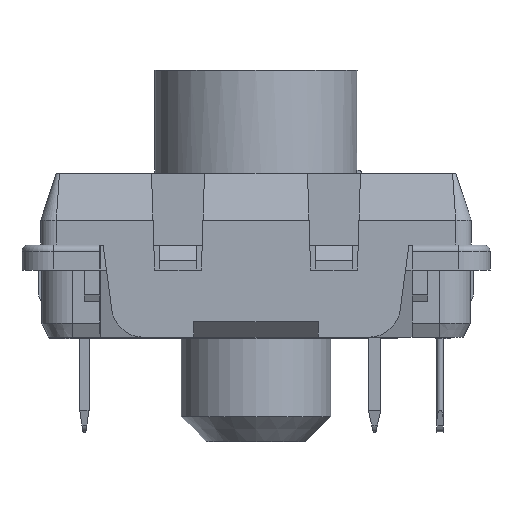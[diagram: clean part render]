
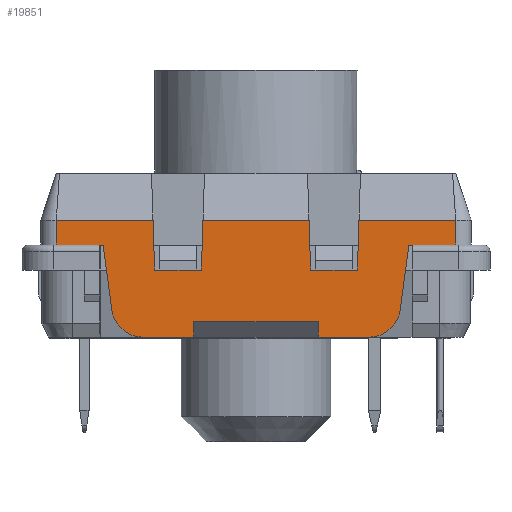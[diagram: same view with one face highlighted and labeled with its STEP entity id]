
A CAD part, left-side view. The second image highlights one B-rep face of the part: STEP entity #19851.
In plain terms, the highlighted planar face has unit normal (-1, 0, 0).
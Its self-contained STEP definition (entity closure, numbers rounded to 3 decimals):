
#17161 = VERTEX_POINT('',#17162);
#17162 = CARTESIAN_POINT('',(-6.9,6.4,0.));
#17169 = EDGE_CURVE('',#17161,#17170,#17172,.T.);
#17170 = VERTEX_POINT('',#17171);
#17171 = CARTESIAN_POINT('',(-6.9,4.9,0.));
#17172 = LINE('',#17173,#17174);
#17173 = CARTESIAN_POINT('',(-6.9,3.217,0.));
#17174 = VECTOR('',#17175,1.);
#17175 = DIRECTION('',(0.,-1.,0.));
#17226 = VERTEX_POINT('',#17227);
#17227 = CARTESIAN_POINT('',(-6.9,-4.9,0.));
#17233 = EDGE_CURVE('',#17226,#17234,#17236,.T.);
#17234 = VERTEX_POINT('',#17235);
#17235 = CARTESIAN_POINT('',(-6.9,-6.4,0.));
#17236 = LINE('',#17237,#17238);
#17237 = CARTESIAN_POINT('',(-6.9,3.217,0.));
#17238 = VECTOR('',#17239,1.);
#17239 = DIRECTION('',(0.,-1.,0.));
#19830 = EDGE_CURVE('',#17161,#19831,#19833,.T.);
#19831 = VERTEX_POINT('',#19832);
#19832 = CARTESIAN_POINT('',(-6.9,6.4,0.8));
#19833 = LINE('',#19834,#19835);
#19834 = CARTESIAN_POINT('',(-6.9,6.4,-2.95));
#19835 = VECTOR('',#19836,1.);
#19836 = DIRECTION('',(0.,0.,1.));
#19851 = ADVANCED_FACE('',(#19852),#20007,.F.);
#19852 = FACE_BOUND('',#19853,.F.);
#19853 = EDGE_LOOP('',(#19854,#19855,#19856,#19864,#19872,#19880,#19888,
    #19896,#19904,#19912,#19920,#19928,#19934,#19935,#19943,#19952,
    #19960,#19968,#19976,#19984,#19992,#20001));
#19854 = ORIENTED_EDGE('',*,*,#17169,.F.);
#19855 = ORIENTED_EDGE('',*,*,#19830,.T.);
#19856 = ORIENTED_EDGE('',*,*,#19857,.T.);
#19857 = EDGE_CURVE('',#19831,#19858,#19860,.T.);
#19858 = VERTEX_POINT('',#19859);
#19859 = CARTESIAN_POINT('',(-6.9,3.302,0.8));
#19860 = LINE('',#19861,#19862);
#19861 = CARTESIAN_POINT('',(-6.9,6.4,0.8));
#19862 = VECTOR('',#19863,1.);
#19863 = DIRECTION('',(0.,-1.,0.));
#19864 = ORIENTED_EDGE('',*,*,#19865,.F.);
#19865 = EDGE_CURVE('',#19866,#19858,#19868,.T.);
#19866 = VERTEX_POINT('',#19867);
#19867 = CARTESIAN_POINT('',(-6.9,3.25,-0.8));
#19868 = LINE('',#19869,#19870);
#19869 = CARTESIAN_POINT('',(-6.9,3.217,-1.823));
#19870 = VECTOR('',#19871,1.);
#19871 = DIRECTION('',(0.,0.032,0.999));
#19872 = ORIENTED_EDGE('',*,*,#19873,.F.);
#19873 = EDGE_CURVE('',#19874,#19866,#19876,.T.);
#19874 = VERTEX_POINT('',#19875);
#19875 = CARTESIAN_POINT('',(-6.9,1.75,-0.8));
#19876 = LINE('',#19877,#19878);
#19877 = CARTESIAN_POINT('',(-6.9,4.075,-0.8));
#19878 = VECTOR('',#19879,1.);
#19879 = DIRECTION('',(0.,1.,0.));
#19880 = ORIENTED_EDGE('',*,*,#19881,.F.);
#19881 = EDGE_CURVE('',#19882,#19874,#19884,.T.);
#19882 = VERTEX_POINT('',#19883);
#19883 = CARTESIAN_POINT('',(-6.9,1.698,0.8));
#19884 = LINE('',#19885,#19886);
#19885 = CARTESIAN_POINT('',(-6.9,1.737,-0.399));
#19886 = VECTOR('',#19887,1.);
#19887 = DIRECTION('',(0.,0.032,-0.999));
#19888 = ORIENTED_EDGE('',*,*,#19889,.T.);
#19889 = EDGE_CURVE('',#19882,#19890,#19892,.T.);
#19890 = VERTEX_POINT('',#19891);
#19891 = CARTESIAN_POINT('',(-6.9,-1.698,0.8));
#19892 = LINE('',#19893,#19894);
#19893 = CARTESIAN_POINT('',(-6.9,6.4,0.8));
#19894 = VECTOR('',#19895,1.);
#19895 = DIRECTION('',(0.,-1.,0.));
#19896 = ORIENTED_EDGE('',*,*,#19897,.T.);
#19897 = EDGE_CURVE('',#19890,#19898,#19900,.T.);
#19898 = VERTEX_POINT('',#19899);
#19899 = CARTESIAN_POINT('',(-6.9,-1.75,-0.8));
#19900 = LINE('',#19901,#19902);
#19901 = CARTESIAN_POINT('',(-6.9,-1.73,-0.193));
#19902 = VECTOR('',#19903,1.);
#19903 = DIRECTION('',(0.,-0.032,-0.999));
#19904 = ORIENTED_EDGE('',*,*,#19905,.T.);
#19905 = EDGE_CURVE('',#19898,#19906,#19908,.T.);
#19906 = VERTEX_POINT('',#19907);
#19907 = CARTESIAN_POINT('',(-6.9,-3.25,-0.8));
#19908 = LINE('',#19909,#19910);
#19909 = CARTESIAN_POINT('',(-6.9,2.325,-0.8));
#19910 = VECTOR('',#19911,1.);
#19911 = DIRECTION('',(0.,-1.,0.));
#19912 = ORIENTED_EDGE('',*,*,#19913,.T.);
#19913 = EDGE_CURVE('',#19906,#19914,#19916,.T.);
#19914 = VERTEX_POINT('',#19915);
#19915 = CARTESIAN_POINT('',(-6.9,-3.302,0.8));
#19916 = LINE('',#19917,#19918);
#19917 = CARTESIAN_POINT('',(-6.9,-3.21,-2.029));
#19918 = VECTOR('',#19919,1.);
#19919 = DIRECTION('',(0.,-0.032,0.999));
#19920 = ORIENTED_EDGE('',*,*,#19921,.T.);
#19921 = EDGE_CURVE('',#19914,#19922,#19924,.T.);
#19922 = VERTEX_POINT('',#19923);
#19923 = CARTESIAN_POINT('',(-6.9,-6.4,0.8));
#19924 = LINE('',#19925,#19926);
#19925 = CARTESIAN_POINT('',(-6.9,6.4,0.8));
#19926 = VECTOR('',#19927,1.);
#19927 = DIRECTION('',(0.,-1.,0.));
#19928 = ORIENTED_EDGE('',*,*,#19929,.F.);
#19929 = EDGE_CURVE('',#17234,#19922,#19930,.T.);
#19930 = LINE('',#19931,#19932);
#19931 = CARTESIAN_POINT('',(-6.9,-6.4,-2.95));
#19932 = VECTOR('',#19933,1.);
#19933 = DIRECTION('',(0.,0.,1.));
#19934 = ORIENTED_EDGE('',*,*,#17233,.F.);
#19935 = ORIENTED_EDGE('',*,*,#19936,.F.);
#19936 = EDGE_CURVE('',#19937,#17226,#19939,.T.);
#19937 = VERTEX_POINT('',#19938);
#19938 = CARTESIAN_POINT('',(-6.9,-4.617,-2.084));
#19939 = LINE('',#19940,#19941);
#19940 = CARTESIAN_POINT('',(-6.9,-4.46,-3.243));
#19941 = VECTOR('',#19942,1.);
#19942 = DIRECTION('',(0.,-0.134,0.991));
#19943 = ORIENTED_EDGE('',*,*,#19944,.T.);
#19944 = EDGE_CURVE('',#19937,#19945,#19947,.T.);
#19945 = VERTEX_POINT('',#19946);
#19946 = CARTESIAN_POINT('',(-6.9,-3.626,-2.95));
#19947 = CIRCLE('',#19948,1.);
#19948 = AXIS2_PLACEMENT_3D('',#19949,#19950,#19951);
#19949 = CARTESIAN_POINT('',(-6.9,-3.626,-1.95));
#19950 = DIRECTION('',(1.,0.,0.));
#19951 = DIRECTION('',(-0.,1.,0.));
#19952 = ORIENTED_EDGE('',*,*,#19953,.F.);
#19953 = EDGE_CURVE('',#19954,#19945,#19956,.T.);
#19954 = VERTEX_POINT('',#19955);
#19955 = CARTESIAN_POINT('',(-6.9,-2.,-2.95));
#19956 = LINE('',#19957,#19958);
#19957 = CARTESIAN_POINT('',(-6.9,6.4,-2.95));
#19958 = VECTOR('',#19959,1.);
#19959 = DIRECTION('',(0.,-1.,0.));
#19960 = ORIENTED_EDGE('',*,*,#19961,.F.);
#19961 = EDGE_CURVE('',#19962,#19954,#19964,.T.);
#19962 = VERTEX_POINT('',#19963);
#19963 = CARTESIAN_POINT('',(-6.9,-2.,-2.45));
#19964 = LINE('',#19965,#19966);
#19965 = CARTESIAN_POINT('',(-6.9,-2.,-2.45));
#19966 = VECTOR('',#19967,1.);
#19967 = DIRECTION('',(0.,0.,-1.));
#19968 = ORIENTED_EDGE('',*,*,#19969,.F.);
#19969 = EDGE_CURVE('',#19970,#19962,#19972,.T.);
#19970 = VERTEX_POINT('',#19971);
#19971 = CARTESIAN_POINT('',(-6.9,2.,-2.45));
#19972 = LINE('',#19973,#19974);
#19973 = CARTESIAN_POINT('',(-6.9,2.,-2.45));
#19974 = VECTOR('',#19975,1.);
#19975 = DIRECTION('',(0.,-1.,0.));
#19976 = ORIENTED_EDGE('',*,*,#19977,.T.);
#19977 = EDGE_CURVE('',#19970,#19978,#19980,.T.);
#19978 = VERTEX_POINT('',#19979);
#19979 = CARTESIAN_POINT('',(-6.9,2.,-2.95));
#19980 = LINE('',#19981,#19982);
#19981 = CARTESIAN_POINT('',(-6.9,2.,-2.45));
#19982 = VECTOR('',#19983,1.);
#19983 = DIRECTION('',(0.,0.,-1.));
#19984 = ORIENTED_EDGE('',*,*,#19985,.F.);
#19985 = EDGE_CURVE('',#19986,#19978,#19988,.T.);
#19986 = VERTEX_POINT('',#19987);
#19987 = CARTESIAN_POINT('',(-6.9,3.626,-2.95));
#19988 = LINE('',#19989,#19990);
#19989 = CARTESIAN_POINT('',(-6.9,6.4,-2.95));
#19990 = VECTOR('',#19991,1.);
#19991 = DIRECTION('',(0.,-1.,0.));
#19992 = ORIENTED_EDGE('',*,*,#19993,.T.);
#19993 = EDGE_CURVE('',#19986,#19994,#19996,.T.);
#19994 = VERTEX_POINT('',#19995);
#19995 = CARTESIAN_POINT('',(-6.9,4.617,-2.084));
#19996 = CIRCLE('',#19997,1.);
#19997 = AXIS2_PLACEMENT_3D('',#19998,#19999,#20000);
#19998 = CARTESIAN_POINT('',(-6.9,3.626,-1.95));
#19999 = DIRECTION('',(1.,0.,0.));
#20000 = DIRECTION('',(-0.,1.,0.));
#20001 = ORIENTED_EDGE('',*,*,#20002,.F.);
#20002 = EDGE_CURVE('',#17170,#19994,#20003,.T.);
#20003 = LINE('',#20004,#20005);
#20004 = CARTESIAN_POINT('',(-6.9,4.717,-1.349));
#20005 = VECTOR('',#20006,1.);
#20006 = DIRECTION('',(0.,-0.134,-0.991));
#20007 = PLANE('',#20008);
#20008 = AXIS2_PLACEMENT_3D('',#20009,#20010,#20011);
#20009 = CARTESIAN_POINT('',(-6.9,6.4,-2.95));
#20010 = DIRECTION('',(1.,0.,0.));
#20011 = DIRECTION('',(0.,-1.,0.));
